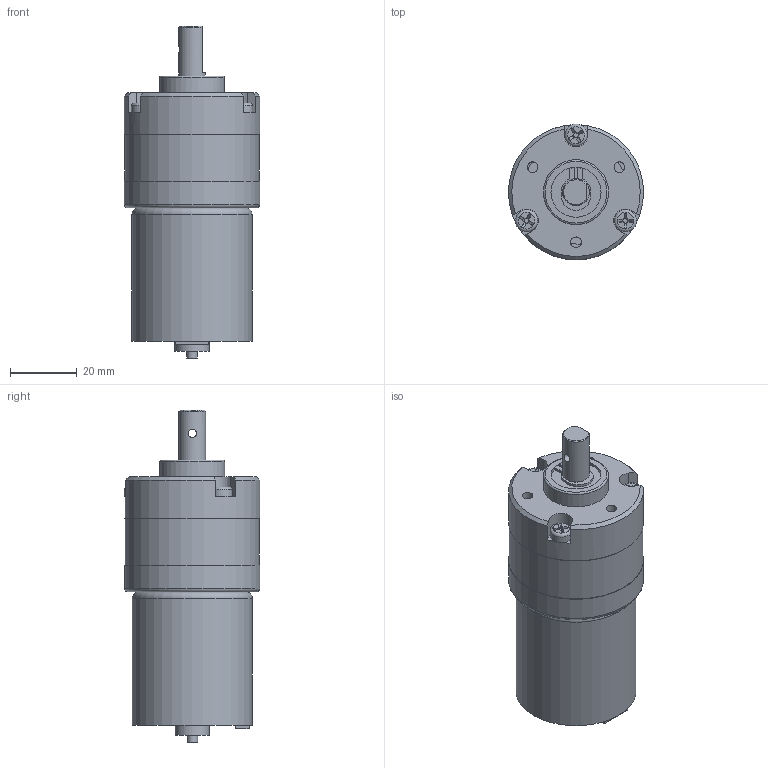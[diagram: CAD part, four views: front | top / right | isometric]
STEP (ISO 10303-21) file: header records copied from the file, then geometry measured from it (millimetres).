
FILE_DESCRIPTION(/* description */ (''),/* implementation_level */ '2;1');
FILE_NAME(/* name */ 'BL192-2stadi',/* time_stamp */ '2014-06-03T21:41:21+02:00',/* author */ (''),/* organization */ (''),/* preprocessor_version */ 'ST-DEVELOPER v11',/* originating_system */ 'UGS - NX 5.0',/* authorisation */ '');
FILE_SCHEMA (('AUTOMOTIVE_DESIGN { 1 0 10303 214 1 1 1 1 }'));
Length unit declared in the file: millimetre
Products named in the file (1): Luig10CElwsw
Bounding box: 40.5 x 40.7 x 99.5 mm (x, y, z)
Volume: 72672.3 mm3; surface area: 23630.4 mm2
Topology: 9 solids, 9 shells, 236 faces, 570 edges, 384 vertices
Faces by surface type: plane 130, cylinder 80, cone 20, torus 6
Full cylindrical faces by diameter (mm): 2.459 x3, 2.5 x1, 3.15 x2, 3.2 x6, 3.45 x3, 3.838 x3, 4.3 x2, 6.7 x3, 7.6 x2, 8 x4, 10.25 x1, 13 x1, 15 x1, 15.08 x1, 19.5 x1, 36 x1, 37.9 x1, 40.2 x1, 40.5 x2
Entity records: 6894 total; most frequent: CARTESIAN_POINT 1392, DIRECTION 1145, ORIENTED_EDGE 994, EDGE_CURVE 497, AXIS2_PLACEMENT_3D 455, VERTEX_POINT 360, EDGE_LOOP 339, ADVANCED_FACE 236
